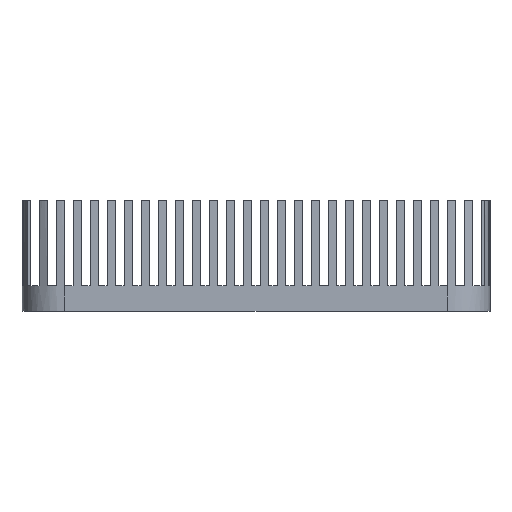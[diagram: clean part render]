
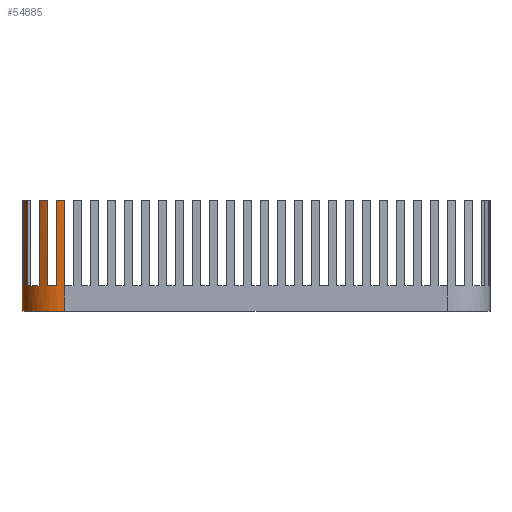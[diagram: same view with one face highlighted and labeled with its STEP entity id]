
A CAD part, front view. The second image highlights one B-rep face of the part: STEP entity #54885.
In plain terms, the highlighted cylindrical face has radius 5 mm (diameter 10 mm), a partial arc.
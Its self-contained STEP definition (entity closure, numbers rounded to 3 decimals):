
#502 = VERTEX_POINT ( 'NONE', #6961 ) ;
#769 = CIRCLE ( 'NONE', #9953, 5. ) ;
#850 = DIRECTION ( 'NONE',  ( -1., 0., 0. ) ) ;
#1269 = ORIENTED_EDGE ( 'NONE', *, *, #65281, .T. ) ;
#2612 = EDGE_CURVE ( 'NONE', #60651, #52397, #50191, .T. ) ;
#3525 = EDGE_CURVE ( 'NONE', #22101, #502, #26980, .T. ) ;
#4339 = EDGE_CURVE ( 'NONE', #43579, #64686, #769, .T. ) ;
#5414 = VERTEX_POINT ( 'NONE', #53091 ) ;
#6961 = CARTESIAN_POINT ( 'NONE',  ( -27.475, -25.5, 13. ) ) ;
#7027 = DIRECTION ( 'NONE',  ( 0., 0., 1. ) ) ;
#7354 = ORIENTED_EDGE ( 'NONE', *, *, #44224, .F. ) ;
#8000 = EDGE_CURVE ( 'NONE', #52657, #86727, #23191, .T. ) ;
#9928 = DIRECTION ( 'NONE',  ( 0., 0., -1. ) ) ;
#9953 = AXIS2_PLACEMENT_3D ( 'NONE', #71416, #97224, #80024 ) ;
#11653 = LINE ( 'NONE', #47222, #29351 ) ;
#18216 = VECTOR ( 'NONE', #105566, 1000. ) ;
#18379 = DIRECTION ( 'NONE',  ( 0., 0., 1. ) ) ;
#18950 = DIRECTION ( 'NONE',  ( 0., 0., 1. ) ) ;
#19274 = DIRECTION ( 'NONE',  ( 1., 0., 0. ) ) ;
#19426 = CARTESIAN_POINT ( 'NONE',  ( -25.5, -29., 3. ) ) ;
#20788 = EDGE_CURVE ( 'NONE', #26010, #52397, #77149, .T. ) ;
#21469 = CARTESIAN_POINT ( 'NONE',  ( -22.5, -25., 13. ) ) ;
#22101 = VERTEX_POINT ( 'NONE', #74158 ) ;
#22194 = ORIENTED_EDGE ( 'NONE', *, *, #48955, .T. ) ;
#22220 = CIRCLE ( 'NONE', #27692, 5. ) ;
#23191 = CIRCLE ( 'NONE', #103827, 5. ) ;
#23917 = ORIENTED_EDGE ( 'NONE', *, *, #88586, .F. ) ;
#25511 = VERTEX_POINT ( 'NONE', #45736 ) ;
#25870 = CARTESIAN_POINT ( 'NONE',  ( -24.5, -29.583, 13. ) ) ;
#26010 = VERTEX_POINT ( 'NONE', #100473 ) ;
#26013 = EDGE_CURVE ( 'NONE', #25511, #5414, #110193, .T. ) ;
#26135 = CARTESIAN_POINT ( 'NONE',  ( -24.5, -29.583, 13. ) ) ;
#26669 = DIRECTION ( 'NONE',  ( 0., 0., -1. ) ) ;
#26745 = CARTESIAN_POINT ( 'NONE',  ( -22.5, -25., 3. ) ) ;
#26980 = LINE ( 'NONE', #61957, #109512 ) ;
#27063 = VERTEX_POINT ( 'NONE', #26135 ) ;
#27692 = AXIS2_PLACEMENT_3D ( 'NONE', #21469, #80566, #38679 ) ;
#28029 = DIRECTION ( 'NONE',  ( 1., 0., 0. ) ) ;
#28052 = EDGE_LOOP ( 'NONE', ( #84727, #79619, #7354, #51066, #67080, #69676, #62858, #101669, #106751, #111583, #107057, #22194, #113131, #104026, #23917, #110253, #1269 ) ) ;
#29193 = AXIS2_PLACEMENT_3D ( 'NONE', #43070, #78058, #113043 ) ;
#29351 = VECTOR ( 'NONE', #98823, 1000. ) ;
#29903 = CARTESIAN_POINT ( 'NONE',  ( -23.5, -29.899, 3. ) ) ;
#30222 = CARTESIAN_POINT ( 'NONE',  ( -22.5, -30., 13. ) ) ;
#31071 = CARTESIAN_POINT ( 'NONE',  ( -27.27, -26.5, 13. ) ) ;
#31325 = VERTEX_POINT ( 'NONE', #107877 ) ;
#31575 = DIRECTION ( 'NONE',  ( 0., 0., 1. ) ) ;
#32706 = CARTESIAN_POINT ( 'NONE',  ( -22.5, -25., 0. ) ) ;
#33037 = VERTEX_POINT ( 'NONE', #110927 ) ;
#37052 = EDGE_CURVE ( 'NONE', #60651, #48374, #104431, .T. ) ;
#38679 = DIRECTION ( 'NONE',  ( -1., 0., 0. ) ) ;
#40918 = VECTOR ( 'NONE', #83963, 1000. ) ;
#41022 = CARTESIAN_POINT ( 'NONE',  ( -25.5, -29., 13. ) ) ;
#42201 = EDGE_CURVE ( 'NONE', #31325, #502, #83150, .T. ) ;
#42861 = AXIS2_PLACEMENT_3D ( 'NONE', #72120, #107101, #43489 ) ;
#43070 = CARTESIAN_POINT ( 'NONE',  ( -22.5, -25., 3. ) ) ;
#43298 = CARTESIAN_POINT ( 'NONE',  ( -22.5, -25., 13. ) ) ;
#43489 = DIRECTION ( 'NONE',  ( -1., 0., 0. ) ) ;
#43579 = VERTEX_POINT ( 'NONE', #64011 ) ;
#44224 = EDGE_CURVE ( 'NONE', #26010, #27063, #56477, .T. ) ;
#45736 = CARTESIAN_POINT ( 'NONE',  ( -27.27, -26.5, 13. ) ) ;
#46529 = AXIS2_PLACEMENT_3D ( 'NONE', #26745, #71463, #19274 ) ;
#47222 = CARTESIAN_POINT ( 'NONE',  ( -22.5, -30., 13. ) ) ;
#47239 = CARTESIAN_POINT ( 'NONE',  ( -26.83, -27.5, 3. ) ) ;
#48374 = VERTEX_POINT ( 'NONE', #99492 ) ;
#48955 = EDGE_CURVE ( 'NONE', #31325, #52657, #87092, .T. ) ;
#50191 = CIRCLE ( 'NONE', #46529, 5. ) ;
#51066 = ORIENTED_EDGE ( 'NONE', *, *, #20788, .T. ) ;
#52367 = CARTESIAN_POINT ( 'NONE',  ( -22.5, -30., 13. ) ) ;
#52397 = VERTEX_POINT ( 'NONE', #19426 ) ;
#52657 = VERTEX_POINT ( 'NONE', #69217 ) ;
#53091 = CARTESIAN_POINT ( 'NONE',  ( -27.27, -26.5, 3. ) ) ;
#54885 = ADVANCED_FACE ( 'NONE', ( #67989 ), #58269, .T. ) ;
#55081 = EDGE_CURVE ( 'NONE', #25511, #48374, #22220, .T. ) ;
#55814 = CIRCLE ( 'NONE', #105247, 5. ) ;
#56477 = CIRCLE ( 'NONE', #109517, 5. ) ;
#58269 = CYLINDRICAL_SURFACE ( 'NONE', #91719, 5. ) ;
#58308 = EDGE_CURVE ( 'NONE', #76882, #96351, #85913, .T. ) ;
#59472 = EDGE_CURVE ( 'NONE', #33037, #86727, #11653, .T. ) ;
#60651 = VERTEX_POINT ( 'NONE', #47239 ) ;
#60713 = CARTESIAN_POINT ( 'NONE',  ( -27.5, -25., 13. ) ) ;
#60896 = CARTESIAN_POINT ( 'NONE',  ( -22.5, -25., 13. ) ) ;
#61957 = CARTESIAN_POINT ( 'NONE',  ( -27.475, -25.5, 13. ) ) ;
#62858 = ORIENTED_EDGE ( 'NONE', *, *, #55081, .F. ) ;
#64011 = CARTESIAN_POINT ( 'NONE',  ( -23.5, -29.899, 13. ) ) ;
#64686 = VERTEX_POINT ( 'NONE', #30222 ) ;
#65281 = EDGE_CURVE ( 'NONE', #43579, #76882, #77580, .T. ) ;
#66847 = VECTOR ( 'NONE', #9928, 1000. ) ;
#67080 = ORIENTED_EDGE ( 'NONE', *, *, #2612, .F. ) ;
#67989 = FACE_OUTER_BOUND ( 'NONE', #28052, .T. ) ;
#69217 = CARTESIAN_POINT ( 'NONE',  ( -27.5, -25., 0. ) ) ;
#69676 = ORIENTED_EDGE ( 'NONE', *, *, #37052, .T. ) ;
#70144 = LINE ( 'NONE', #52367, #66847 ) ;
#71416 = CARTESIAN_POINT ( 'NONE',  ( -22.5, -25., 13. ) ) ;
#71463 = DIRECTION ( 'NONE',  ( 0., 0., 1. ) ) ;
#71511 = EDGE_CURVE ( 'NONE', #22101, #5414, #55814, .T. ) ;
#71716 = CARTESIAN_POINT ( 'NONE',  ( -26.83, -27.5, 13. ) ) ;
#71822 = VECTOR ( 'NONE', #85181, 1000. ) ;
#72120 = CARTESIAN_POINT ( 'NONE',  ( -22.5, -25., 13. ) ) ;
#74158 = CARTESIAN_POINT ( 'NONE',  ( -27.475, -25.5, 3. ) ) ;
#75836 = VECTOR ( 'NONE', #84390, 1000. ) ;
#76795 = DIRECTION ( 'NONE',  ( 0., 0., -1. ) ) ;
#76837 = CARTESIAN_POINT ( 'NONE',  ( -22.5, -25., 3. ) ) ;
#76882 = VERTEX_POINT ( 'NONE', #29903 ) ;
#77149 = LINE ( 'NONE', #41022, #71822 ) ;
#77580 = LINE ( 'NONE', #92556, #40918 ) ;
#78058 = DIRECTION ( 'NONE',  ( 0., 0., -1. ) ) ;
#78879 = VECTOR ( 'NONE', #76795, 1000. ) ;
#79619 = ORIENTED_EDGE ( 'NONE', *, *, #95119, .T. ) ;
#80024 = DIRECTION ( 'NONE',  ( -1., 0., 0. ) ) ;
#80566 = DIRECTION ( 'NONE',  ( 0., 0., 1. ) ) ;
#83150 = CIRCLE ( 'NONE', #42861, 5. ) ;
#83963 = DIRECTION ( 'NONE',  ( 0., 0., -1. ) ) ;
#84390 = DIRECTION ( 'NONE',  ( 0., 0., -1. ) ) ;
#84727 = ORIENTED_EDGE ( 'NONE', *, *, #58308, .T. ) ;
#85181 = DIRECTION ( 'NONE',  ( 0., 0., -1. ) ) ;
#85586 = DIRECTION ( 'NONE',  ( -1., 0., 0. ) ) ;
#85913 = CIRCLE ( 'NONE', #29193, 5. ) ;
#86727 = VERTEX_POINT ( 'NONE', #112859 ) ;
#87092 = LINE ( 'NONE', #60713, #78879 ) ;
#88586 = EDGE_CURVE ( 'NONE', #64686, #33037, #70144, .T. ) ;
#91719 = AXIS2_PLACEMENT_3D ( 'NONE', #43298, #26669, #850 ) ;
#92556 = CARTESIAN_POINT ( 'NONE',  ( -23.5, -29.899, 13. ) ) ;
#95119 = EDGE_CURVE ( 'NONE', #96351, #27063, #104437, .T. ) ;
#96351 = VERTEX_POINT ( 'NONE', #108989 ) ;
#97224 = DIRECTION ( 'NONE',  ( 0., 0., 1. ) ) ;
#98823 = DIRECTION ( 'NONE',  ( 0., 0., -1. ) ) ;
#99492 = CARTESIAN_POINT ( 'NONE',  ( -26.83, -27.5, 13. ) ) ;
#100473 = CARTESIAN_POINT ( 'NONE',  ( -25.5, -29., 13. ) ) ;
#101669 = ORIENTED_EDGE ( 'NONE', *, *, #26013, .T. ) ;
#103218 = DIRECTION ( 'NONE',  ( -1., 0., 0. ) ) ;
#103827 = AXIS2_PLACEMENT_3D ( 'NONE', #32706, #31575, #103218 ) ;
#104026 = ORIENTED_EDGE ( 'NONE', *, *, #59472, .F. ) ;
#104431 = LINE ( 'NONE', #71716, #112764 ) ;
#104437 = LINE ( 'NONE', #25870, #18216 ) ;
#105247 = AXIS2_PLACEMENT_3D ( 'NONE', #76837, #111814, #28029 ) ;
#105566 = DIRECTION ( 'NONE',  ( 0., 0., 1. ) ) ;
#106751 = ORIENTED_EDGE ( 'NONE', *, *, #71511, .F. ) ;
#107057 = ORIENTED_EDGE ( 'NONE', *, *, #42201, .F. ) ;
#107101 = DIRECTION ( 'NONE',  ( 0., 0., 1. ) ) ;
#107877 = CARTESIAN_POINT ( 'NONE',  ( -27.5, -25., 13. ) ) ;
#108989 = CARTESIAN_POINT ( 'NONE',  ( -24.5, -29.583, 3. ) ) ;
#109512 = VECTOR ( 'NONE', #18379, 1000. ) ;
#109517 = AXIS2_PLACEMENT_3D ( 'NONE', #60896, #7027, #85586 ) ;
#110193 = LINE ( 'NONE', #31071, #75836 ) ;
#110253 = ORIENTED_EDGE ( 'NONE', *, *, #4339, .F. ) ;
#110927 = CARTESIAN_POINT ( 'NONE',  ( -22.5, -30., 3. ) ) ;
#111583 = ORIENTED_EDGE ( 'NONE', *, *, #3525, .T. ) ;
#111814 = DIRECTION ( 'NONE',  ( 0., 0., 1. ) ) ;
#112764 = VECTOR ( 'NONE', #18950, 1000. ) ;
#112859 = CARTESIAN_POINT ( 'NONE',  ( -22.5, -30., 0. ) ) ;
#113043 = DIRECTION ( 'NONE',  ( -1., 0., 0. ) ) ;
#113131 = ORIENTED_EDGE ( 'NONE', *, *, #8000, .T. ) ;
